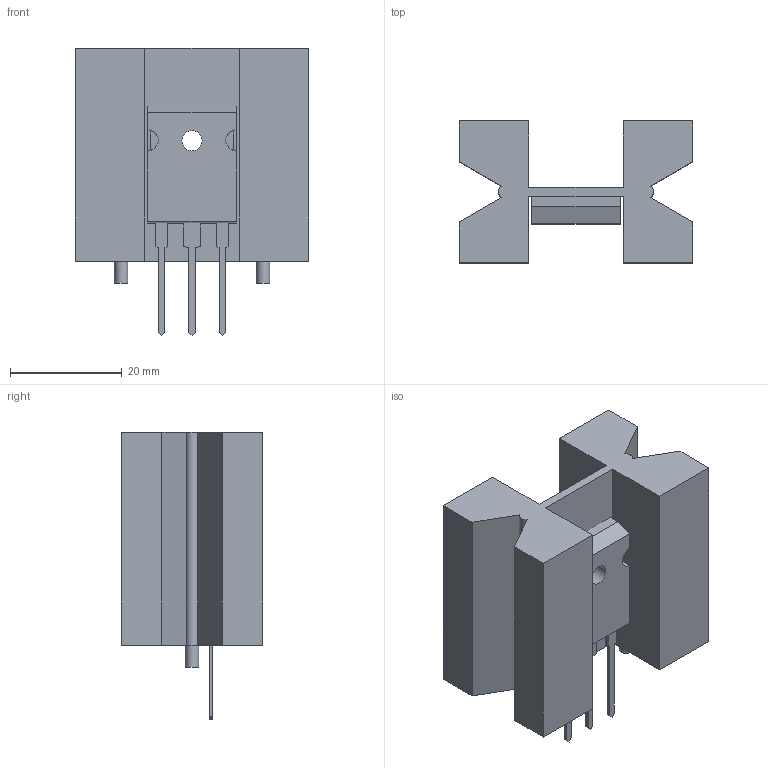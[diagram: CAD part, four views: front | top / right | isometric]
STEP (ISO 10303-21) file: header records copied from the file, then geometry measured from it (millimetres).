
FILE_DESCRIPTION(('FreeCAD Model'),'2;1');
FILE_NAME('Open CASCADE Shape Model','2022-07-30T17:50:19',(''),(''), 'Open CASCADE STEP processor 7.6','FreeCAD','Unknown');
FILE_SCHEMA(('AUTOMOTIVE_DESIGN { 1 0 10303 214 1 1 1 1 }'));
Length unit declared in the file: millimetre
Products named in the file (3): TO_247_3_VERT_HS; HeatSink; TO-247-3_Vertical
Assembly tree (2 placements, depth 2):
  TO_247_3_VERT_HS
    HeatSink
    TO-247-3_Vertical
Bounding box: 41.9 x 25.4 x 51.43 mm (x, y, z)
Volume: 23120.1 mm3; surface area: 10129.7 mm2
Topology: 2 solids, 2 shells, 91 faces, 248 edges, 164 vertices
Faces by surface type: plane 81, cylinder 10
Full cylindrical faces by diameter (mm): 2.4 x2, 3.61 x1, 3.7 x1, 7.19 x1, 7.4 x1
Entity records: 6621 total; most frequent: CARTESIAN_POINT 1074, DIRECTION 946, LINE 695, VECTOR 695, ORIENTED_EDGE 496, PCURVE 496, DEFINITIONAL_REPRESENTATION 496, EDGE_CURVE 248
